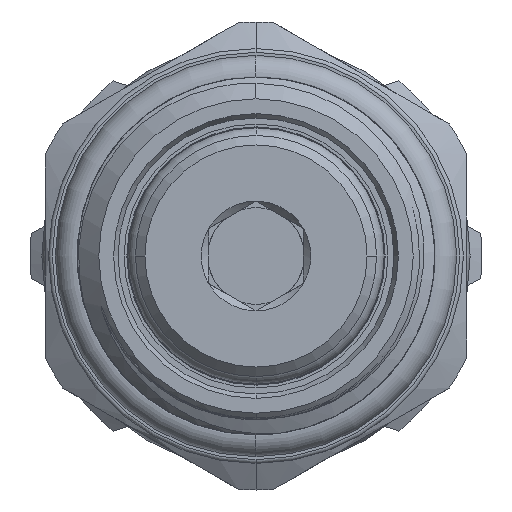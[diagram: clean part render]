
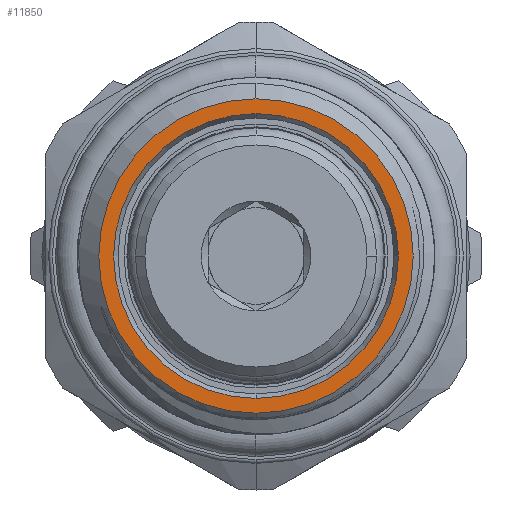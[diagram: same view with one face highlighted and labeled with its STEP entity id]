
A CAD part, left-side view. The second image highlights one B-rep face of the part: STEP entity #11850.
In plain terms, the highlighted planar face has unit normal (-1, 0, 0).
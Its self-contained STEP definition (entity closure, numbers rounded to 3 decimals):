
#133 = DIRECTION ( 'NONE',  ( 1., 0., 0. ) ) ;
#214 = DIRECTION ( 'NONE',  ( 0., 0., 1. ) ) ;
#911 = EDGE_CURVE ( 'NONE', #8224, #6711, #12042, .T. ) ;
#1061 = CIRCLE ( 'NONE', #2462, 7.5 ) ;
#2045 = PLANE ( 'NONE',  #5310 ) ;
#2099 = AXIS2_PLACEMENT_3D ( 'NONE', #4004, #2975, #5834 ) ;
#2462 = AXIS2_PLACEMENT_3D ( 'NONE', #2567, #11897, #10999 ) ;
#2567 = CARTESIAN_POINT ( 'NONE',  ( -44.4, 0., 0. ) ) ;
#2661 = DIRECTION ( 'NONE',  ( -1., 0., 0. ) ) ;
#2866 = CARTESIAN_POINT ( 'NONE',  ( -44.4, 0., 0. ) ) ;
#2975 = DIRECTION ( 'NONE',  ( -1., 0., 0. ) ) ;
#3151 = FACE_OUTER_BOUND ( 'NONE', #9081, .T. ) ;
#3213 = DIRECTION ( 'NONE',  ( -1., 0., 0. ) ) ;
#4004 = CARTESIAN_POINT ( 'NONE',  ( -44.4, 0., 0. ) ) ;
#4063 = ORIENTED_EDGE ( 'NONE', *, *, #911, .T. ) ;
#4288 = EDGE_CURVE ( 'NONE', #6711, #8224, #11685, .T. ) ;
#4452 = EDGE_CURVE ( 'NONE', #7891, #5121, #10966, .T. ) ;
#5121 = VERTEX_POINT ( 'NONE', #9159 ) ;
#5310 = AXIS2_PLACEMENT_3D ( 'NONE', #2866, #133, #214 ) ;
#5346 = CARTESIAN_POINT ( 'NONE',  ( -44.4, 0., 0. ) ) ;
#5834 = DIRECTION ( 'NONE',  ( 0., 0., -1. ) ) ;
#5967 = ORIENTED_EDGE ( 'NONE', *, *, #4288, .T. ) ;
#6082 = EDGE_LOOP ( 'NONE', ( #10308, #6491 ) ) ;
#6117 = CARTESIAN_POINT ( 'NONE',  ( -44.4, 0., 8.28 ) ) ;
#6304 = EDGE_CURVE ( 'NONE', #5121, #7891, #1061, .T. ) ;
#6491 = ORIENTED_EDGE ( 'NONE', *, *, #4452, .F. ) ;
#6711 = VERTEX_POINT ( 'NONE', #6117 ) ;
#6915 = CARTESIAN_POINT ( 'NONE',  ( -44.4, 0., 0. ) ) ;
#7306 = AXIS2_PLACEMENT_3D ( 'NONE', #5346, #2661, #9088 ) ;
#7460 = AXIS2_PLACEMENT_3D ( 'NONE', #6915, #3213, #10659 ) ;
#7891 = VERTEX_POINT ( 'NONE', #10152 ) ;
#8224 = VERTEX_POINT ( 'NONE', #9537 ) ;
#9081 = EDGE_LOOP ( 'NONE', ( #5967, #4063 ) ) ;
#9088 = DIRECTION ( 'NONE',  ( 0., 0., -1. ) ) ;
#9159 = CARTESIAN_POINT ( 'NONE',  ( -44.4, 0., -7.5 ) ) ;
#9537 = CARTESIAN_POINT ( 'NONE',  ( -44.4, 0., -8.28 ) ) ;
#10152 = CARTESIAN_POINT ( 'NONE',  ( -44.4, 0., 7.5 ) ) ;
#10308 = ORIENTED_EDGE ( 'NONE', *, *, #6304, .F. ) ;
#10659 = DIRECTION ( 'NONE',  ( 0., 0., -1. ) ) ;
#10966 = CIRCLE ( 'NONE', #7306, 7.5 ) ;
#10999 = DIRECTION ( 'NONE',  ( 0., 0., -1. ) ) ;
#11685 = CIRCLE ( 'NONE', #7460, 8.28 ) ;
#11773 = FACE_BOUND ( 'NONE', #6082, .T. ) ;
#11850 = ADVANCED_FACE ( 'NONE', ( #3151, #11773 ), #2045, .F. ) ;
#11897 = DIRECTION ( 'NONE',  ( -1., 0., 0. ) ) ;
#12042 = CIRCLE ( 'NONE', #2099, 8.28 ) ;
